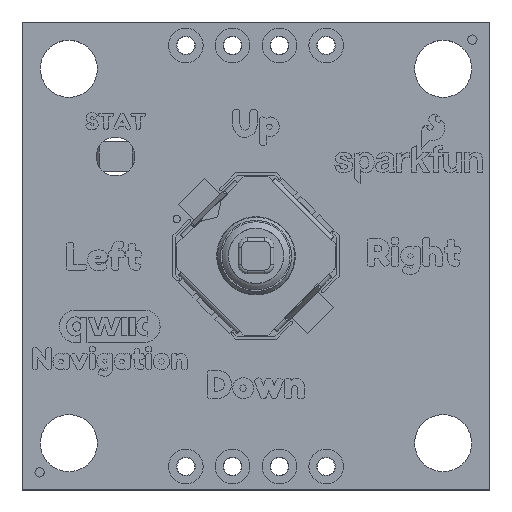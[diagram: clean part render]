
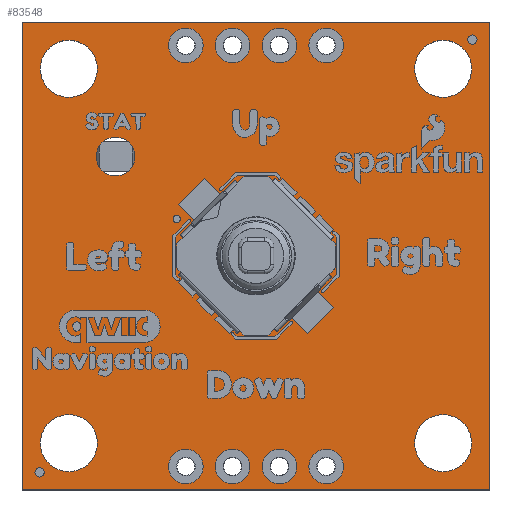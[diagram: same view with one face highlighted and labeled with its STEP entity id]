
A CAD part, top view. The second image highlights one B-rep face of the part: STEP entity #83548.
In plain terms, the highlighted planar face has unit normal (0, 0, 1).
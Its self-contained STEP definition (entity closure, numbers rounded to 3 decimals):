
#83271 = VERTEX_POINT('',#83272);
#83272 = CARTESIAN_POINT('',(25.4,0.,1.51));
#83278 = EDGE_CURVE('',#83271,#83279,#83281,.T.);
#83279 = VERTEX_POINT('',#83280);
#83280 = CARTESIAN_POINT('',(0.,0.,1.51));
#83281 = LINE('',#83282,#83283);
#83282 = CARTESIAN_POINT('',(25.4,0.,1.51));
#83283 = VECTOR('',#83284,1.);
#83284 = DIRECTION('',(-1.,0.,0.));
#83311 = VERTEX_POINT('',#83312);
#83312 = CARTESIAN_POINT('',(25.4,25.4,1.51));
#83318 = EDGE_CURVE('',#83311,#83271,#83319,.T.);
#83319 = LINE('',#83320,#83321);
#83320 = CARTESIAN_POINT('',(25.4,25.4,1.51));
#83321 = VECTOR('',#83322,1.);
#83322 = DIRECTION('',(0.,-1.,0.));
#83340 = EDGE_CURVE('',#83279,#83341,#83343,.T.);
#83341 = VERTEX_POINT('',#83342);
#83342 = CARTESIAN_POINT('',(0.,25.4,1.51));
#83343 = LINE('',#83344,#83345);
#83344 = CARTESIAN_POINT('',(0.,0.,1.51));
#83345 = VECTOR('',#83346,1.);
#83346 = DIRECTION('',(0.,1.,0.));
#83548 = ADVANCED_FACE('',(#83549,#83560,#83571,#83582,#83593,#83604,
    #83615,#83626,#83637,#83648,#83659,#83670,#83681,#83692,#83703,
    #83714),#83725,.T.);
#83549 = FACE_BOUND('',#83550,.T.);
#83550 = EDGE_LOOP('',(#83551,#83552,#83553,#83559));
#83551 = ORIENTED_EDGE('',*,*,#83278,.F.);
#83552 = ORIENTED_EDGE('',*,*,#83318,.F.);
#83553 = ORIENTED_EDGE('',*,*,#83554,.F.);
#83554 = EDGE_CURVE('',#83341,#83311,#83555,.T.);
#83555 = LINE('',#83556,#83557);
#83556 = CARTESIAN_POINT('',(0.,25.4,1.51));
#83557 = VECTOR('',#83558,1.);
#83558 = DIRECTION('',(1.,0.,0.));
#83559 = ORIENTED_EDGE('',*,*,#83340,.F.);
#83560 = FACE_BOUND('',#83561,.T.);
#83561 = EDGE_LOOP('',(#83562));
#83562 = ORIENTED_EDGE('',*,*,#83563,.T.);
#83563 = EDGE_CURVE('',#83564,#83564,#83566,.T.);
#83564 = VERTEX_POINT('',#83565);
#83565 = CARTESIAN_POINT('',(2.54,0.99,1.51));
#83566 = CIRCLE('',#83567,1.55);
#83567 = AXIS2_PLACEMENT_3D('',#83568,#83569,#83570);
#83568 = CARTESIAN_POINT('',(2.54,2.54,1.51));
#83569 = DIRECTION('',(-0.,0.,-1.));
#83570 = DIRECTION('',(-0.,-1.,0.));
#83571 = FACE_BOUND('',#83572,.T.);
#83572 = EDGE_LOOP('',(#83573));
#83573 = ORIENTED_EDGE('',*,*,#83574,.T.);
#83574 = EDGE_CURVE('',#83575,#83575,#83577,.T.);
#83575 = VERTEX_POINT('',#83576);
#83576 = CARTESIAN_POINT('',(8.89,0.762,1.51));
#83577 = CIRCLE('',#83578,0.508);
#83578 = AXIS2_PLACEMENT_3D('',#83579,#83580,#83581);
#83579 = CARTESIAN_POINT('',(8.89,1.27,1.51));
#83580 = DIRECTION('',(-0.,0.,-1.));
#83581 = DIRECTION('',(-0.,-1.,0.));
#83582 = FACE_BOUND('',#83583,.T.);
#83583 = EDGE_LOOP('',(#83584));
#83584 = ORIENTED_EDGE('',*,*,#83585,.T.);
#83585 = EDGE_CURVE('',#83586,#83586,#83588,.T.);
#83586 = VERTEX_POINT('',#83587);
#83587 = CARTESIAN_POINT('',(11.43,0.762,1.51));
#83588 = CIRCLE('',#83589,0.508);
#83589 = AXIS2_PLACEMENT_3D('',#83590,#83591,#83592);
#83590 = CARTESIAN_POINT('',(11.43,1.27,1.51));
#83591 = DIRECTION('',(-0.,0.,-1.));
#83592 = DIRECTION('',(-0.,-1.,0.));
#83593 = FACE_BOUND('',#83594,.T.);
#83594 = EDGE_LOOP('',(#83595));
#83595 = ORIENTED_EDGE('',*,*,#83596,.T.);
#83596 = EDGE_CURVE('',#83597,#83597,#83599,.T.);
#83597 = VERTEX_POINT('',#83598);
#83598 = CARTESIAN_POINT('',(13.97,0.762,1.51));
#83599 = CIRCLE('',#83600,0.508);
#83600 = AXIS2_PLACEMENT_3D('',#83601,#83602,#83603);
#83601 = CARTESIAN_POINT('',(13.97,1.27,1.51));
#83602 = DIRECTION('',(-0.,0.,-1.));
#83603 = DIRECTION('',(0.,-1.,-0.));
#83604 = FACE_BOUND('',#83605,.T.);
#83605 = EDGE_LOOP('',(#83606));
#83606 = ORIENTED_EDGE('',*,*,#83607,.T.);
#83607 = EDGE_CURVE('',#83608,#83608,#83610,.T.);
#83608 = VERTEX_POINT('',#83609);
#83609 = CARTESIAN_POINT('',(16.51,0.762,1.51));
#83610 = CIRCLE('',#83611,0.508);
#83611 = AXIS2_PLACEMENT_3D('',#83612,#83613,#83614);
#83612 = CARTESIAN_POINT('',(16.51,1.27,1.51));
#83613 = DIRECTION('',(-0.,0.,-1.));
#83614 = DIRECTION('',(0.,-1.,-0.));
#83615 = FACE_BOUND('',#83616,.T.);
#83616 = EDGE_LOOP('',(#83617));
#83617 = ORIENTED_EDGE('',*,*,#83618,.T.);
#83618 = EDGE_CURVE('',#83619,#83619,#83621,.T.);
#83619 = VERTEX_POINT('',#83620);
#83620 = CARTESIAN_POINT('',(22.86,0.99,1.51));
#83621 = CIRCLE('',#83622,1.55);
#83622 = AXIS2_PLACEMENT_3D('',#83623,#83624,#83625);
#83623 = CARTESIAN_POINT('',(22.86,2.54,1.51));
#83624 = DIRECTION('',(-0.,0.,-1.));
#83625 = DIRECTION('',(-0.,-1.,0.));
#83626 = FACE_BOUND('',#83627,.T.);
#83627 = EDGE_LOOP('',(#83628));
#83628 = ORIENTED_EDGE('',*,*,#83629,.T.);
#83629 = EDGE_CURVE('',#83630,#83630,#83632,.T.);
#83630 = VERTEX_POINT('',#83631);
#83631 = CARTESIAN_POINT('',(14.044,10.856,1.51));
#83632 = CIRCLE('',#83633,0.5);
#83633 = AXIS2_PLACEMENT_3D('',#83634,#83635,#83636);
#83634 = CARTESIAN_POINT('',(14.044,11.356,1.51));
#83635 = DIRECTION('',(-0.,0.,-1.));
#83636 = DIRECTION('',(-0.,-1.,0.));
#83637 = FACE_BOUND('',#83638,.T.);
#83638 = EDGE_LOOP('',(#83639));
#83639 = ORIENTED_EDGE('',*,*,#83640,.T.);
#83640 = EDGE_CURVE('',#83641,#83641,#83643,.T.);
#83641 = VERTEX_POINT('',#83642);
#83642 = CARTESIAN_POINT('',(5.08,17.048,1.51));
#83643 = CIRCLE('',#83644,1.05);
#83644 = AXIS2_PLACEMENT_3D('',#83645,#83646,#83647);
#83645 = CARTESIAN_POINT('',(5.08,18.098,1.51));
#83646 = DIRECTION('',(-0.,0.,-1.));
#83647 = DIRECTION('',(-0.,-1.,0.));
#83648 = FACE_BOUND('',#83649,.T.);
#83649 = EDGE_LOOP('',(#83650));
#83650 = ORIENTED_EDGE('',*,*,#83651,.T.);
#83651 = EDGE_CURVE('',#83652,#83652,#83654,.T.);
#83652 = VERTEX_POINT('',#83653);
#83653 = CARTESIAN_POINT('',(11.356,13.694,1.51));
#83654 = CIRCLE('',#83655,0.35);
#83655 = AXIS2_PLACEMENT_3D('',#83656,#83657,#83658);
#83656 = CARTESIAN_POINT('',(11.356,14.044,1.51));
#83657 = DIRECTION('',(-0.,0.,-1.));
#83658 = DIRECTION('',(0.,-1.,0.));
#83659 = FACE_BOUND('',#83660,.T.);
#83660 = EDGE_LOOP('',(#83661));
#83661 = ORIENTED_EDGE('',*,*,#83662,.T.);
#83662 = EDGE_CURVE('',#83663,#83663,#83665,.T.);
#83663 = VERTEX_POINT('',#83664);
#83664 = CARTESIAN_POINT('',(2.54,21.31,1.51));
#83665 = CIRCLE('',#83666,1.55);
#83666 = AXIS2_PLACEMENT_3D('',#83667,#83668,#83669);
#83667 = CARTESIAN_POINT('',(2.54,22.86,1.51));
#83668 = DIRECTION('',(-0.,0.,-1.));
#83669 = DIRECTION('',(-0.,-1.,0.));
#83670 = FACE_BOUND('',#83671,.T.);
#83671 = EDGE_LOOP('',(#83672));
#83672 = ORIENTED_EDGE('',*,*,#83673,.T.);
#83673 = EDGE_CURVE('',#83674,#83674,#83676,.T.);
#83674 = VERTEX_POINT('',#83675);
#83675 = CARTESIAN_POINT('',(8.89,23.622,1.51));
#83676 = CIRCLE('',#83677,0.508);
#83677 = AXIS2_PLACEMENT_3D('',#83678,#83679,#83680);
#83678 = CARTESIAN_POINT('',(8.89,24.13,1.51));
#83679 = DIRECTION('',(-0.,0.,-1.));
#83680 = DIRECTION('',(-0.,-1.,0.));
#83681 = FACE_BOUND('',#83682,.T.);
#83682 = EDGE_LOOP('',(#83683));
#83683 = ORIENTED_EDGE('',*,*,#83684,.T.);
#83684 = EDGE_CURVE('',#83685,#83685,#83687,.T.);
#83685 = VERTEX_POINT('',#83686);
#83686 = CARTESIAN_POINT('',(11.43,23.622,1.51));
#83687 = CIRCLE('',#83688,0.508);
#83688 = AXIS2_PLACEMENT_3D('',#83689,#83690,#83691);
#83689 = CARTESIAN_POINT('',(11.43,24.13,1.51));
#83690 = DIRECTION('',(-0.,0.,-1.));
#83691 = DIRECTION('',(-0.,-1.,0.));
#83692 = FACE_BOUND('',#83693,.T.);
#83693 = EDGE_LOOP('',(#83694));
#83694 = ORIENTED_EDGE('',*,*,#83695,.T.);
#83695 = EDGE_CURVE('',#83696,#83696,#83698,.T.);
#83696 = VERTEX_POINT('',#83697);
#83697 = CARTESIAN_POINT('',(13.97,23.622,1.51));
#83698 = CIRCLE('',#83699,0.508);
#83699 = AXIS2_PLACEMENT_3D('',#83700,#83701,#83702);
#83700 = CARTESIAN_POINT('',(13.97,24.13,1.51));
#83701 = DIRECTION('',(-0.,0.,-1.));
#83702 = DIRECTION('',(0.,-1.,-0.));
#83703 = FACE_BOUND('',#83704,.T.);
#83704 = EDGE_LOOP('',(#83705));
#83705 = ORIENTED_EDGE('',*,*,#83706,.T.);
#83706 = EDGE_CURVE('',#83707,#83707,#83709,.T.);
#83707 = VERTEX_POINT('',#83708);
#83708 = CARTESIAN_POINT('',(16.51,23.622,1.51));
#83709 = CIRCLE('',#83710,0.508);
#83710 = AXIS2_PLACEMENT_3D('',#83711,#83712,#83713);
#83711 = CARTESIAN_POINT('',(16.51,24.13,1.51));
#83712 = DIRECTION('',(-0.,0.,-1.));
#83713 = DIRECTION('',(0.,-1.,-0.));
#83714 = FACE_BOUND('',#83715,.T.);
#83715 = EDGE_LOOP('',(#83716));
#83716 = ORIENTED_EDGE('',*,*,#83717,.T.);
#83717 = EDGE_CURVE('',#83718,#83718,#83720,.T.);
#83718 = VERTEX_POINT('',#83719);
#83719 = CARTESIAN_POINT('',(22.86,21.31,1.51));
#83720 = CIRCLE('',#83721,1.55);
#83721 = AXIS2_PLACEMENT_3D('',#83722,#83723,#83724);
#83722 = CARTESIAN_POINT('',(22.86,22.86,1.51));
#83723 = DIRECTION('',(-0.,0.,-1.));
#83724 = DIRECTION('',(-0.,-1.,0.));
#83725 = PLANE('',#83726);
#83726 = AXIS2_PLACEMENT_3D('',#83727,#83728,#83729);
#83727 = CARTESIAN_POINT('',(0.,0.,1.51));
#83728 = DIRECTION('',(0.,0.,1.));
#83729 = DIRECTION('',(1.,0.,-0.));
